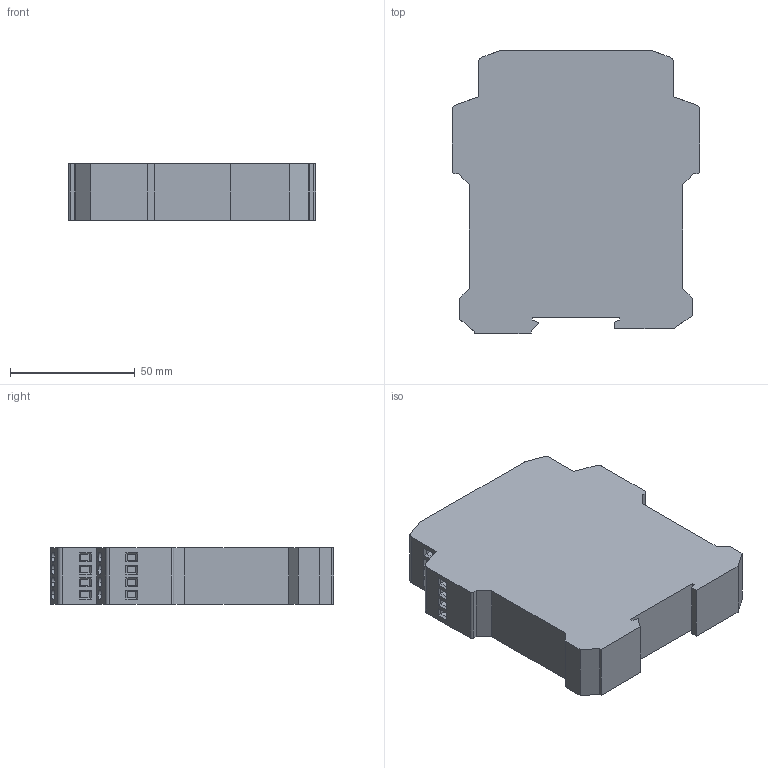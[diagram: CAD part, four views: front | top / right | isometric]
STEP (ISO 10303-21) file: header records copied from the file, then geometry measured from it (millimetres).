
FILE_DESCRIPTION((''),'2;1');
FILE_NAME('PRT0002','2012-05-11T',('guihua.he'),(''),'PRO/ENGINEER BY PARAMETRIC TECHNOLOGY CORPORATION, 2004110','PRO/ENGINEER BY PARAMETRIC TECHNOLOGY CORPORATION, 2004110','');
FILE_SCHEMA(('CONFIG_CONTROL_DESIGN'));
Length unit declared in the file: millimetre
Products named in the file (1): PRT0002
Bounding box: 99 x 113.5 x 22.5 mm (x, y, z)
Volume: 217212 mm3; surface area: 31638.2 mm2
Topology: 1 solids, 1 shells, 494 faces, 1172 edges, 752 vertices
Faces by surface type: plane 318, cylinder 112, torus 64
Entity records: 14522 total; most frequent: CARTESIAN_POINT 2914, DIRECTION 2432, ORIENTED_EDGE 2344, EDGE_CURVE 1172, AXIS2_PLACEMENT_3D 862, VERTEX_POINT 752, VECTOR 708, LINE 708
